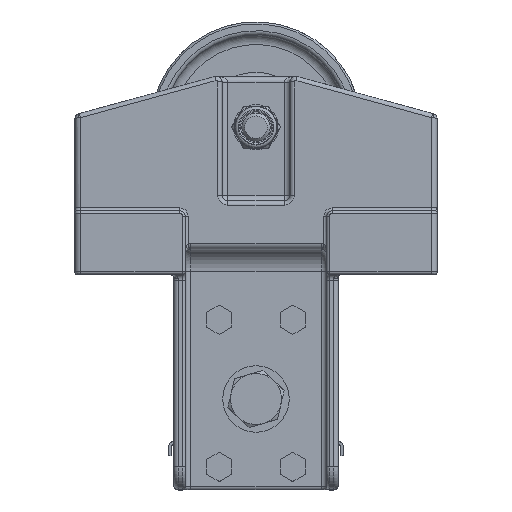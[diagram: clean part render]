
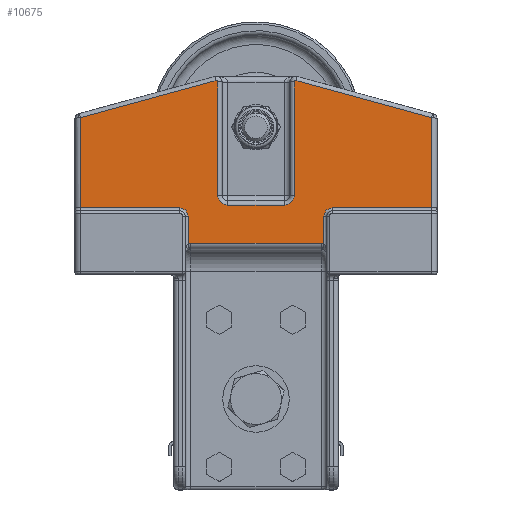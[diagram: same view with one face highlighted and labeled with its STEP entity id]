
A CAD part, top view. The second image highlights one B-rep face of the part: STEP entity #10675.
In plain terms, the highlighted face is planar.
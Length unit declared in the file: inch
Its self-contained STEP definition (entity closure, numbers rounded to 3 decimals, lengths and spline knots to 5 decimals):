
#1857=CARTESIAN_POINT('',(-1.4375,-1.53125,0.8552));
#1858=VERTEX_POINT('',#1857);
#1876=CARTESIAN_POINT('',(1.4375,-1.53125,0.8552));
#1877=VERTEX_POINT('',#1876);
#1885=CARTESIAN_POINT('',(1.4375,-1.53125,0.8552));
#1886=DIRECTION('',(-1.0,0.0,0.0));
#1887=VECTOR('',#1886,2.875);
#1888=LINE('',#1885,#1887);
#1889=EDGE_CURVE('',#1877,#1858,#1888,.T.);
#1899=CARTESIAN_POINT('',(-1.5,-1.53125,0.84726));
#1900=VERTEX_POINT('',#1899);
#1918=CARTESIAN_POINT('',(-1.4375,-1.53125,0.6052));
#1919=DIRECTION('',(0.,-1.0,0.));
#1920=DIRECTION('',(-0.259,0.,0.966));
#1921=AXIS2_PLACEMENT_3D('',#1918,#1919,#1920);
#1922=CIRCLE('',#1921,0.25);
#1923=EDGE_CURVE('',#1858,#1900,#1922,.T.);
#1935=CARTESIAN_POINT('',(1.5,-1.53125,0.84726));
#1936=VERTEX_POINT('',#1935);
#1944=CARTESIAN_POINT('',(1.4375,-1.53125,0.6052));
#1945=DIRECTION('',(0.,-1.,0.));
#1946=DIRECTION('',(0.259,0.,0.966));
#1947=AXIS2_PLACEMENT_3D('',#1944,#1945,#1946);
#1948=CIRCLE('',#1947,0.25);
#1949=EDGE_CURVE('',#1936,#1877,#1948,.T.);
#2142=CARTESIAN_POINT('',(1.5,-1.53125,1.44895));
#2143=VERTEX_POINT('',#2142);
#2151=CARTESIAN_POINT('',(1.5,-1.53125,1.44895));
#2152=DIRECTION('',(0.0,0.0,-1.0));
#2153=VECTOR('',#2152,0.60169);
#2154=LINE('',#2151,#2153);
#2155=EDGE_CURVE('',#2143,#1936,#2154,.T.);
#3508=CARTESIAN_POINT('',(3.875,-1.53125,1.63645));
#3509=VERTEX_POINT('',#3508);
#5729=CARTESIAN_POINT('',(0.88324,-1.53125,4.44784));
#5730=VERTEX_POINT('',#5729);
#5738=CARTESIAN_POINT('',(3.875,-1.53125,3.62969));
#5739=VERTEX_POINT('',#5738);
#5740=CARTESIAN_POINT('',(0.88324,-1.53125,4.44784));
#5741=DIRECTION('',(0.965,0.0,-0.264));
#5742=VECTOR('',#5741,3.10161);
#5743=LINE('',#5740,#5742);
#5744=EDGE_CURVE('',#5730,#5739,#5743,.T.);
#5812=CARTESIAN_POINT('',(0.84375,-1.53125,4.4177));
#5813=VERTEX_POINT('',#5812);
#5821=CARTESIAN_POINT('',(0.875,-1.53125,4.4177));
#5822=DIRECTION('',(0.,1.0,0.));
#5823=DIRECTION('',(-0.607,0.,0.795));
#5824=AXIS2_PLACEMENT_3D('',#5821,#5822,#5823);
#5825=CIRCLE('',#5824,0.03125);
#5826=EDGE_CURVE('',#5813,#5730,#5825,.T.);
#5888=CARTESIAN_POINT('',(0.84375,-1.53125,1.9177));
#5889=VERTEX_POINT('',#5888);
#5897=CARTESIAN_POINT('',(0.84375,-1.53125,1.9177));
#5898=DIRECTION('',(0.0,0.0,1.0));
#5899=VECTOR('',#5898,2.5);
#5900=LINE('',#5897,#5899);
#5901=EDGE_CURVE('',#5889,#5813,#5900,.T.);
#6001=CARTESIAN_POINT('',(0.625,-1.53125,1.69895));
#6002=VERTEX_POINT('',#6001);
#6010=CARTESIAN_POINT('',(0.625,-1.53125,1.9177));
#6011=DIRECTION('',(0.,-1.0,0.));
#6012=DIRECTION('',(0.707,0.,-0.707));
#6013=AXIS2_PLACEMENT_3D('',#6010,#6011,#6012);
#6014=CIRCLE('',#6013,0.21875);
#6015=EDGE_CURVE('',#6002,#5889,#6014,.T.);
#6035=CARTESIAN_POINT('',(-0.625,-1.53125,1.69895));
#6036=VERTEX_POINT('',#6035);
#6044=CARTESIAN_POINT('',(-0.625,-1.53125,1.69895));
#6045=DIRECTION('',(1.0,0.0,0.0));
#6046=VECTOR('',#6045,1.25);
#6047=LINE('',#6044,#6046);
#6048=EDGE_CURVE('',#6036,#6002,#6047,.T.);
#6067=CARTESIAN_POINT('',(-0.84375,-1.53125,1.9177));
#6068=VERTEX_POINT('',#6067);
#6076=CARTESIAN_POINT('',(-0.625,-1.53125,1.9177));
#6077=DIRECTION('',(0.,-1.0,0.));
#6078=DIRECTION('',(-0.707,0.,-0.707));
#6079=AXIS2_PLACEMENT_3D('',#6076,#6077,#6078);
#6080=CIRCLE('',#6079,0.21875);
#6081=EDGE_CURVE('',#6068,#6036,#6080,.T.);
#6101=CARTESIAN_POINT('',(-0.84375,-1.53125,4.4177));
#6102=VERTEX_POINT('',#6101);
#6110=CARTESIAN_POINT('',(-0.84375,-1.53125,4.4177));
#6111=DIRECTION('',(0.0,0.0,-1.0));
#6112=VECTOR('',#6111,2.5);
#6113=LINE('',#6110,#6112);
#6114=EDGE_CURVE('',#6102,#6068,#6113,.T.);
#6181=CARTESIAN_POINT('',(-0.88324,-1.53125,4.44784));
#6182=VERTEX_POINT('',#6181);
#6190=CARTESIAN_POINT('',(-0.875,-1.53125,4.4177));
#6191=DIRECTION('',(0.,1.0,0.));
#6192=DIRECTION('',(0.607,0.,0.795));
#6193=AXIS2_PLACEMENT_3D('',#6190,#6191,#6192);
#6194=CIRCLE('',#6193,0.03125);
#6195=EDGE_CURVE('',#6182,#6102,#6194,.T.);
#6215=CARTESIAN_POINT('',(-3.875,-1.53125,3.62969));
#6216=VERTEX_POINT('',#6215);
#6224=CARTESIAN_POINT('',(-3.875,-1.53125,3.62969));
#6225=DIRECTION('',(0.965,0.0,0.264));
#6226=VECTOR('',#6225,3.10161);
#6227=LINE('',#6224,#6226);
#6228=EDGE_CURVE('',#6216,#6182,#6227,.T.);
#6631=CARTESIAN_POINT('',(3.875,-1.53125,3.62969));
#6632=DIRECTION('',(0.0,0.0,-1.0));
#6633=VECTOR('',#6632,1.99324);
#6634=LINE('',#6631,#6633);
#6635=EDGE_CURVE('',#5739,#3509,#6634,.T.);
#10528=CARTESIAN_POINT('',(1.6875,-1.53125,1.63645));
#10529=VERTEX_POINT('',#10528);
#10537=CARTESIAN_POINT('',(1.6875,-1.53125,1.44895));
#10538=DIRECTION('',(0.,-1.,0.));
#10539=DIRECTION('',(-0.707,0.,0.707));
#10540=AXIS2_PLACEMENT_3D('',#10537,#10538,#10539);
#10541=CIRCLE('',#10540,0.1875);
#10542=EDGE_CURVE('',#10529,#2143,#10541,.T.);
#10561=CARTESIAN_POINT('',(3.875,-1.53125,1.63645));
#10562=DIRECTION('',(-1.0,0.0,0.0));
#10563=VECTOR('',#10562,2.1875);
#10564=LINE('',#10561,#10563);
#10565=EDGE_CURVE('',#3509,#10529,#10564,.T.);
#10621=CARTESIAN_POINT('',(1.8125,-1.53125,-4.5823));
#10622=DIRECTION('',(0.0,1.0,0.0));
#10623=DIRECTION('',(0.0,0.0,1.0));
#10624=AXIS2_PLACEMENT_3D('',#10621,#10622,#10623);
#10625=PLANE('',#10624);
#10626=ORIENTED_EDGE('',*,*,#1949,.F.);
#10627=ORIENTED_EDGE('',*,*,#2155,.F.);
#10628=ORIENTED_EDGE('',*,*,#10542,.F.);
#10629=ORIENTED_EDGE('',*,*,#10565,.F.);
#10630=ORIENTED_EDGE('',*,*,#6635,.F.);
#10631=ORIENTED_EDGE('',*,*,#5744,.F.);
#10632=ORIENTED_EDGE('',*,*,#5826,.F.);
#10633=ORIENTED_EDGE('',*,*,#5901,.F.);
#10634=ORIENTED_EDGE('',*,*,#6015,.F.);
#10635=ORIENTED_EDGE('',*,*,#6048,.F.);
#10636=ORIENTED_EDGE('',*,*,#6081,.F.);
#10637=ORIENTED_EDGE('',*,*,#6114,.F.);
#10638=ORIENTED_EDGE('',*,*,#6195,.F.);
#10639=ORIENTED_EDGE('',*,*,#6228,.F.);
#10640=CARTESIAN_POINT('',(-3.875,-1.53125,1.63645));
#10641=VERTEX_POINT('',#10640);
#10642=CARTESIAN_POINT('',(-3.875,-1.53125,1.63645));
#10643=DIRECTION('',(0.0,0.0,1.0));
#10644=VECTOR('',#10643,1.99324);
#10645=LINE('',#10642,#10644);
#10646=EDGE_CURVE('',#10641,#6216,#10645,.T.);
#10647=ORIENTED_EDGE('',*,*,#10646,.F.);
#10648=CARTESIAN_POINT('',(-1.6875,-1.53125,1.63645));
#10649=VERTEX_POINT('',#10648);
#10650=CARTESIAN_POINT('',(-1.6875,-1.53125,1.63645));
#10651=DIRECTION('',(-1.0,0.0,0.0));
#10652=VECTOR('',#10651,2.1875);
#10653=LINE('',#10650,#10652);
#10654=EDGE_CURVE('',#10649,#10641,#10653,.T.);
#10655=ORIENTED_EDGE('',*,*,#10654,.F.);
#10656=CARTESIAN_POINT('',(-1.5,-1.53125,1.44895));
#10657=VERTEX_POINT('',#10656);
#10658=CARTESIAN_POINT('',(-1.6875,-1.53125,1.44895));
#10659=DIRECTION('',(0.,-1.,0.));
#10660=DIRECTION('',(0.707,0.,0.707));
#10661=AXIS2_PLACEMENT_3D('',#10658,#10659,#10660);
#10662=CIRCLE('',#10661,0.1875);
#10663=EDGE_CURVE('',#10657,#10649,#10662,.T.);
#10664=ORIENTED_EDGE('',*,*,#10663,.F.);
#10665=CARTESIAN_POINT('',(-1.5,-1.53125,0.84726));
#10666=DIRECTION('',(0.0,0.0,1.0));
#10667=VECTOR('',#10666,0.60169);
#10668=LINE('',#10665,#10667);
#10669=EDGE_CURVE('',#1900,#10657,#10668,.T.);
#10670=ORIENTED_EDGE('',*,*,#10669,.F.);
#10671=ORIENTED_EDGE('',*,*,#1923,.F.);
#10672=ORIENTED_EDGE('',*,*,#1889,.F.);
#10673=EDGE_LOOP('',(#10626,#10627,#10628,#10629,#10630,#10631,#10632,#10633,#10634,#10635,#10636,#10637,#10638,#10639,#10647,#10655,#10664,#10670,#10671,#10672));
#10674=FACE_OUTER_BOUND('',#10673,.T.);
#10675=ADVANCED_FACE('',(#10674),#10625,.F.);
